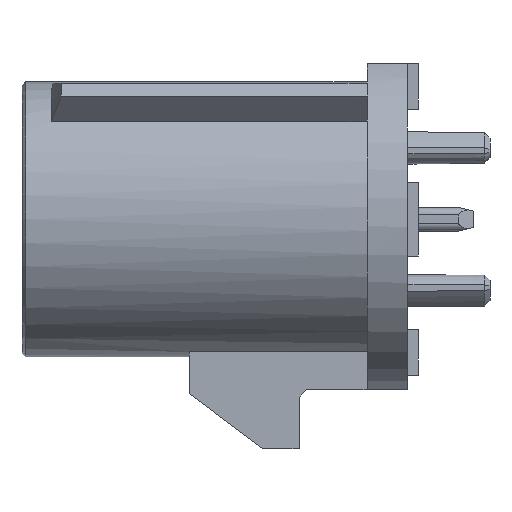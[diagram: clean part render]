
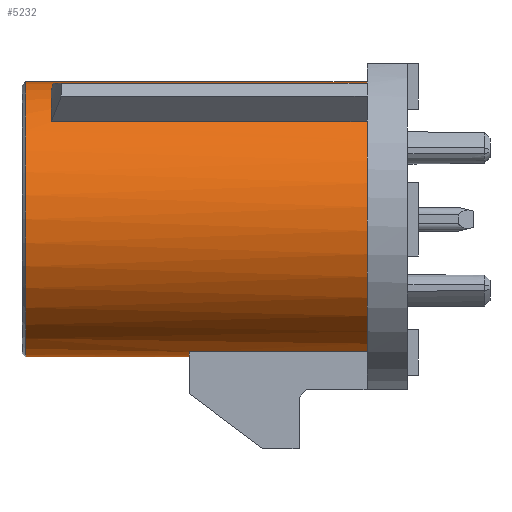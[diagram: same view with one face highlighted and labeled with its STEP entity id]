
A CAD part, left-side view. The second image highlights one B-rep face of the part: STEP entity #5232.
In plain terms, the highlighted cylindrical face has radius 3.75 mm (diameter 7.5 mm), a partial arc.
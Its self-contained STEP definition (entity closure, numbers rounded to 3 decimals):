
#32 = DIRECTION ( 'NONE',  ( 0., -1., 0. ) ) ;
#83 = LINE ( 'NONE', #4845, #9767 ) ;
#165 = VERTEX_POINT ( 'NONE', #5669 ) ;
#190 = DIRECTION ( 'NONE',  ( 0., 0., -1. ) ) ;
#360 = ORIENTED_EDGE ( 'NONE', *, *, #4013, .T. ) ;
#372 = DIRECTION ( 'NONE',  ( 0., 0., 1. ) ) ;
#403 = ORIENTED_EDGE ( 'NONE', *, *, #8580, .T. ) ;
#621 = AXIS2_PLACEMENT_3D ( 'NONE', #3384, #10879, #11796 ) ;
#807 = CARTESIAN_POINT ( 'NONE',  ( -1.305, 10., 3.516 ) ) ;
#1178 = VERTEX_POINT ( 'NONE', #10423 ) ;
#1347 = CARTESIAN_POINT ( 'NONE',  ( -2.652, -0.911, 2.652 ) ) ;
#1634 = DIRECTION ( 'NONE',  ( 0., -1., 0. ) ) ;
#1658 = DIRECTION ( 'NONE',  ( 0., -1., 0. ) ) ;
#1891 = FACE_OUTER_BOUND ( 'NONE', #7650, .T. ) ;
#2197 = CYLINDRICAL_SURFACE ( 'NONE', #3941, 3.75 ) ;
#2302 = DIRECTION ( 'NONE',  ( 0., 1., 0. ) ) ;
#2463 = VERTEX_POINT ( 'NONE', #7673 ) ;
#2530 = ORIENTED_EDGE ( 'NONE', *, *, #11732, .F. ) ;
#2596 = EDGE_CURVE ( 'NONE', #3372, #9925, #9714, .T. ) ;
#2797 = VERTEX_POINT ( 'NONE', #11999 ) ;
#2837 = VERTEX_POINT ( 'NONE', #9191 ) ;
#2881 = DIRECTION ( 'NONE',  ( 0., -1., 0. ) ) ;
#2885 = EDGE_CURVE ( 'NONE', #165, #9925, #3656, .T. ) ;
#3089 = ORIENTED_EDGE ( 'NONE', *, *, #10974, .F. ) ;
#3372 = VERTEX_POINT ( 'NONE', #7393 ) ;
#3384 = CARTESIAN_POINT ( 'NONE',  ( 0., 10., 0. ) ) ;
#3385 = AXIS2_PLACEMENT_3D ( 'NONE', #8767, #5957, #372 ) ;
#3387 = VERTEX_POINT ( 'NONE', #9136 ) ;
#3393 = ORIENTED_EDGE ( 'NONE', *, *, #8108, .F. ) ;
#3401 = CARTESIAN_POINT ( 'NONE',  ( -1.305, -0.911, 3.516 ) ) ;
#3473 = CARTESIAN_POINT ( 'NONE',  ( -1., 3.25, -3.614 ) ) ;
#3484 = DIRECTION ( 'NONE',  ( 0., 0., 1. ) ) ;
#3656 = LINE ( 'NONE', #6304, #5431 ) ;
#3932 = DIRECTION ( 'NONE',  ( 0., -1., 0. ) ) ;
#3941 = AXIS2_PLACEMENT_3D ( 'NONE', #8629, #3932, #190 ) ;
#4013 = EDGE_CURVE ( 'NONE', #2837, #2463, #5118, .T. ) ;
#4244 = ORIENTED_EDGE ( 'NONE', *, *, #8427, .T. ) ;
#4845 = CARTESIAN_POINT ( 'NONE',  ( 0., 10.8, -3.75 ) ) ;
#5118 = CIRCLE ( 'NONE', #7938, 3.75 ) ;
#5232 = ADVANCED_FACE ( 'NONE', ( #1891 ), #2197, .T. ) ;
#5353 = CARTESIAN_POINT ( 'NONE',  ( 0., 10.7, 0. ) ) ;
#5431 = VECTOR ( 'NONE', #1658, 1000. ) ;
#5669 = CARTESIAN_POINT ( 'NONE',  ( 0., 10.7, 3.75 ) ) ;
#5781 = VECTOR ( 'NONE', #2302, 1000. ) ;
#5957 = DIRECTION ( 'NONE',  ( 0., 1., 0. ) ) ;
#6304 = CARTESIAN_POINT ( 'NONE',  ( 0., 10.8, 3.75 ) ) ;
#6761 = ORIENTED_EDGE ( 'NONE', *, *, #2596, .T. ) ;
#7027 = EDGE_CURVE ( 'NONE', #8697, #10894, #7124, .T. ) ;
#7054 = ORIENTED_EDGE ( 'NONE', *, *, #2885, .F. ) ;
#7124 = CIRCLE ( 'NONE', #621, 3.75 ) ;
#7341 = DIRECTION ( 'NONE',  ( 0., 0., -1. ) ) ;
#7393 = CARTESIAN_POINT ( 'NONE',  ( -1.305, 1.4, 3.516 ) ) ;
#7422 = CARTESIAN_POINT ( 'NONE',  ( 0., 6.25, 0. ) ) ;
#7650 = EDGE_LOOP ( 'NONE', ( #7054, #403, #9684, #2530, #3089, #360, #4244, #8132, #3393, #6761 ) ) ;
#7673 = CARTESIAN_POINT ( 'NONE',  ( -2.652, 1.4, 2.652 ) ) ;
#7776 = DIRECTION ( 'NONE',  ( 0., 0., 1. ) ) ;
#7898 = EDGE_CURVE ( 'NONE', #2797, #3387, #83, .T. ) ;
#7938 = AXIS2_PLACEMENT_3D ( 'NONE', #9718, #11510, #7776 ) ;
#8108 = EDGE_CURVE ( 'NONE', #3372, #8697, #10532, .T. ) ;
#8132 = ORIENTED_EDGE ( 'NONE', *, *, #7027, .F. ) ;
#8427 = EDGE_CURVE ( 'NONE', #2463, #10894, #11700, .T. ) ;
#8491 = DIRECTION ( 'NONE',  ( 0., 1., 0. ) ) ;
#8580 = EDGE_CURVE ( 'NONE', #165, #2797, #10482, .T. ) ;
#8629 = CARTESIAN_POINT ( 'NONE',  ( 0., 10.8, 0. ) ) ;
#8697 = VERTEX_POINT ( 'NONE', #807 ) ;
#8735 = VECTOR ( 'NONE', #10898, 1000. ) ;
#8767 = CARTESIAN_POINT ( 'NONE',  ( 0., 1.4, 0. ) ) ;
#8892 = AXIS2_PLACEMENT_3D ( 'NONE', #5353, #1634, #3484 ) ;
#9136 = CARTESIAN_POINT ( 'NONE',  ( 0., 6.25, -3.75 ) ) ;
#9191 = CARTESIAN_POINT ( 'NONE',  ( -1., 1.4, -3.614 ) ) ;
#9386 = VECTOR ( 'NONE', #8491, 1000. ) ;
#9684 = ORIENTED_EDGE ( 'NONE', *, *, #7898, .T. ) ;
#9714 = CIRCLE ( 'NONE', #3385, 3.75 ) ;
#9718 = CARTESIAN_POINT ( 'NONE',  ( 0., 1.4, 0. ) ) ;
#9767 = VECTOR ( 'NONE', #2881, 1000. ) ;
#9848 = LINE ( 'NONE', #3473, #9386 ) ;
#9925 = VERTEX_POINT ( 'NONE', #11950 ) ;
#10079 = AXIS2_PLACEMENT_3D ( 'NONE', #7422, #32, #7341 ) ;
#10423 = CARTESIAN_POINT ( 'NONE',  ( -1., 6.25, -3.614 ) ) ;
#10482 = CIRCLE ( 'NONE', #8892, 3.75 ) ;
#10532 = LINE ( 'NONE', #3401, #8735 ) ;
#10879 = DIRECTION ( 'NONE',  ( 0., -1., 0. ) ) ;
#10894 = VERTEX_POINT ( 'NONE', #11112 ) ;
#10898 = DIRECTION ( 'NONE',  ( 0., 1., 0. ) ) ;
#10974 = EDGE_CURVE ( 'NONE', #2837, #1178, #9848, .T. ) ;
#11009 = CIRCLE ( 'NONE', #10079, 3.75 ) ;
#11112 = CARTESIAN_POINT ( 'NONE',  ( -2.652, 10., 2.652 ) ) ;
#11510 = DIRECTION ( 'NONE',  ( 0., 1., 0. ) ) ;
#11700 = LINE ( 'NONE', #1347, #5781 ) ;
#11732 = EDGE_CURVE ( 'NONE', #1178, #3387, #11009, .T. ) ;
#11796 = DIRECTION ( 'NONE',  ( 0., 0., 1. ) ) ;
#11950 = CARTESIAN_POINT ( 'NONE',  ( 0., 1.4, 3.75 ) ) ;
#11999 = CARTESIAN_POINT ( 'NONE',  ( 0., 10.7, -3.75 ) ) ;
